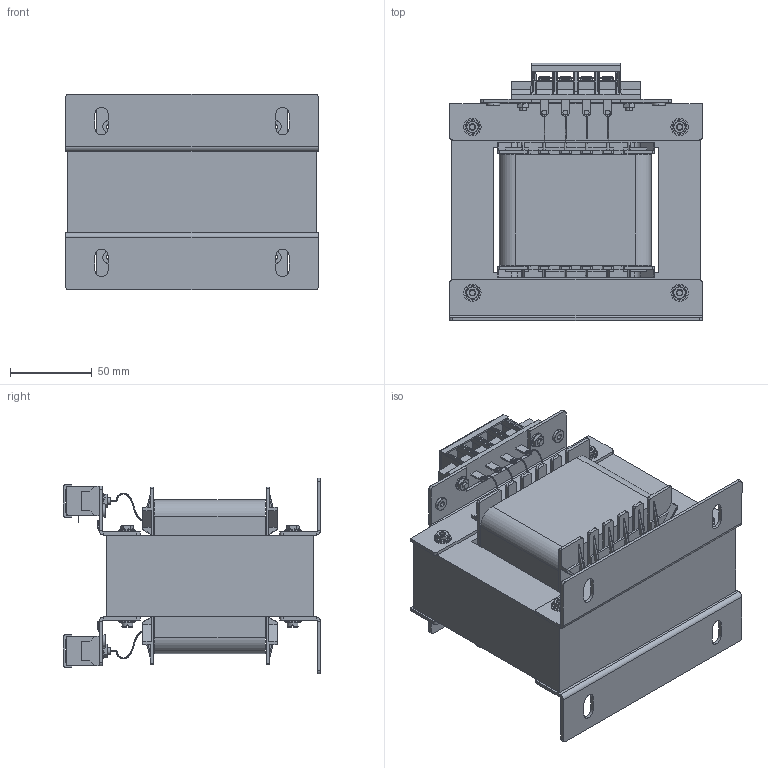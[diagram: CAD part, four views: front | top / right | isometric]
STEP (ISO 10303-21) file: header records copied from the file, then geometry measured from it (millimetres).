
FILE_DESCRIPTION (( 'STEP AP214' ), '1' );
FILE_NAME ('9508 STEP.STEP', '2025-04-12T05:08:12', ( '' ), ( '' ), 'SwSTEP 2.0', 'SolidWorks 2022', '' );
FILE_SCHEMA (( 'AUTOMOTIVE_DESIGN' ));
Length unit declared in the file: millimetre
Products named in the file (1): 9508 STEP
Bounding box: 155 x 157.6 x 120.03 mm (x, y, z)
Volume: 1306947.7 mm3; surface area: 298253.7 mm2
Topology: 65 solids, 65 shells, 3360 faces, 8562 edges, 5288 vertices
Faces by surface type: plane 2032, cylinder 740, bspline 256, torus 168, cone 144, sphere 20
Entity records: 148930 total; most frequent: CARTESIAN_POINT 33061, ORIENTED_EDGE 16932, DIRECTION 14956, EDGE_CURVE 8466, LINE 5554, VECTOR 5554, VERTEX_POINT 5288, AXIS2_PLACEMENT_3D 4701
